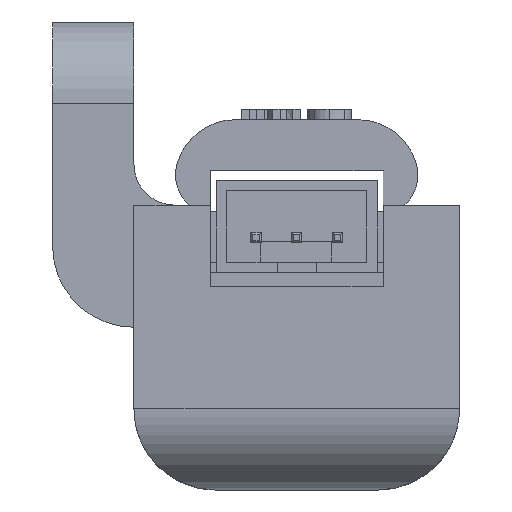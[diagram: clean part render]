
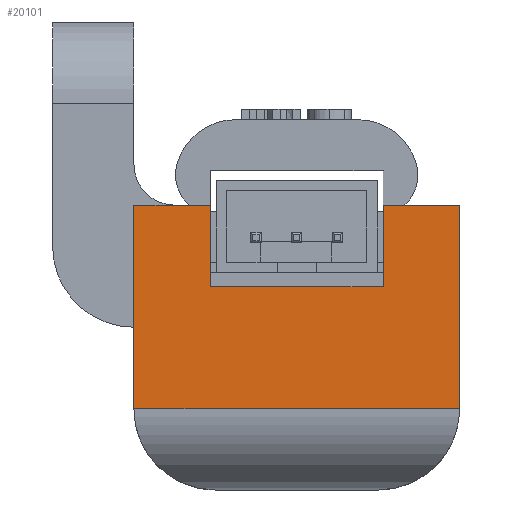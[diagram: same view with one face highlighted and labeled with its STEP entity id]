
A CAD part, left-side view. The second image highlights one B-rep face of the part: STEP entity #20101.
In plain terms, the highlighted planar face has unit normal (-1, 0, 0).
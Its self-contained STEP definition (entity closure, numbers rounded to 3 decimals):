
#922 = EDGE_CURVE ( 'NONE', #35242, #27558, #25365, .T. ) ;
#1709 = VERTEX_POINT ( 'NONE', #26054 ) ;
#2656 = CARTESIAN_POINT ( 'NONE',  ( -157.53, 47.152, 6. ) ) ;
#3087 = VERTEX_POINT ( 'NONE', #11697 ) ;
#3790 = DIRECTION ( 'NONE',  ( 0., 0., 1. ) ) ;
#3919 = DIRECTION ( 'NONE',  ( 0., 1., 0. ) ) ;
#4031 = EDGE_CURVE ( 'NONE', #15166, #3087, #32412, .T. ) ;
#4360 = DIRECTION ( 'NONE',  ( 0., -1., 0. ) ) ;
#5794 = DIRECTION ( 'NONE',  ( 0., 0., -1. ) ) ;
#6163 = VERTEX_POINT ( 'NONE', #18932 ) ;
#6603 = CARTESIAN_POINT ( 'NONE',  ( -157.53, 47.152, 6. ) ) ;
#7734 = LINE ( 'NONE', #29810, #19140 ) ;
#9295 = CARTESIAN_POINT ( 'NONE',  ( -157.53, 34.902, 6. ) ) ;
#9301 = DIRECTION ( 'NONE',  ( 0., -1., 0. ) ) ;
#10212 = VERTEX_POINT ( 'NONE', #29964 ) ;
#10758 = ORIENTED_EDGE ( 'NONE', *, *, #36221, .F. ) ;
#11697 = CARTESIAN_POINT ( 'NONE',  ( -157.53, 43.402, 2. ) ) ;
#12504 = VECTOR ( 'NONE', #5794, 1000. ) ;
#12582 = EDGE_LOOP ( 'NONE', ( #16464, #28297, #10758, #18598, #38334, #40026, #38861, #27944 ) ) ;
#13496 = VECTOR ( 'NONE', #3790, 1000. ) ;
#13751 = DIRECTION ( 'NONE',  ( 0., 0., -1. ) ) ;
#15166 = VERTEX_POINT ( 'NONE', #29311 ) ;
#16160 = EDGE_CURVE ( 'NONE', #6163, #10212, #26858, .T. ) ;
#16464 = ORIENTED_EDGE ( 'NONE', *, *, #36906, .T. ) ;
#16534 = CARTESIAN_POINT ( 'NONE',  ( -157.53, 43.402, 2. ) ) ;
#16827 = VERTEX_POINT ( 'NONE', #35133 ) ;
#16854 = CARTESIAN_POINT ( 'NONE',  ( -157.53, 47.152, 6. ) ) ;
#17184 = VECTOR ( 'NONE', #9301, 1000. ) ;
#18598 = ORIENTED_EDGE ( 'NONE', *, *, #37511, .F. ) ;
#18932 = CARTESIAN_POINT ( 'NONE',  ( -157.53, 47.152, -4. ) ) ;
#19140 = VECTOR ( 'NONE', #26302, 1000. ) ;
#19939 = PLANE ( 'NONE',  #34100 ) ;
#20101 = ADVANCED_FACE ( 'NONE', ( #22815 ), #19939, .F. ) ;
#21077 = CARTESIAN_POINT ( 'NONE',  ( -157.53, 31.152, 6. ) ) ;
#22081 = DIRECTION ( 'NONE',  ( 0., 0., -1. ) ) ;
#22290 = LINE ( 'NONE', #9295, #33606 ) ;
#22566 = LINE ( 'NONE', #32075, #13496 ) ;
#22815 = FACE_OUTER_BOUND ( 'NONE', #12582, .T. ) ;
#23557 = CARTESIAN_POINT ( 'NONE',  ( -157.53, 31.152, -4. ) ) ;
#25365 = LINE ( 'NONE', #2656, #30043 ) ;
#25929 = VECTOR ( 'NONE', #3919, 1000. ) ;
#26054 = CARTESIAN_POINT ( 'NONE',  ( -157.53, 31.152, 6. ) ) ;
#26302 = DIRECTION ( 'NONE',  ( 0., 0., -1. ) ) ;
#26858 = LINE ( 'NONE', #23557, #33451 ) ;
#27558 = VERTEX_POINT ( 'NONE', #31155 ) ;
#27674 = LINE ( 'NONE', #21077, #12504 ) ;
#27944 = ORIENTED_EDGE ( 'NONE', *, *, #922, .F. ) ;
#28297 = ORIENTED_EDGE ( 'NONE', *, *, #16160, .T. ) ;
#28871 = CARTESIAN_POINT ( 'NONE',  ( -157.53, 47.152, 6. ) ) ;
#29311 = CARTESIAN_POINT ( 'NONE',  ( -157.53, 34.902, 2. ) ) ;
#29810 = CARTESIAN_POINT ( 'NONE',  ( -157.53, 47.152, 6. ) ) ;
#29964 = CARTESIAN_POINT ( 'NONE',  ( -157.53, 31.152, -4. ) ) ;
#30043 = VECTOR ( 'NONE', #31147, 1000. ) ;
#30720 = EDGE_CURVE ( 'NONE', #3087, #27558, #22566, .T. ) ;
#31147 = DIRECTION ( 'NONE',  ( 0., -1., 0. ) ) ;
#31155 = CARTESIAN_POINT ( 'NONE',  ( -157.53, 43.402, 6. ) ) ;
#32075 = CARTESIAN_POINT ( 'NONE',  ( -157.53, 43.402, 6. ) ) ;
#32412 = LINE ( 'NONE', #16534, #25929 ) ;
#33451 = VECTOR ( 'NONE', #4360, 1000. ) ;
#33606 = VECTOR ( 'NONE', #22081, 1000. ) ;
#34100 = AXIS2_PLACEMENT_3D ( 'NONE', #16854, #35426, #13751 ) ;
#35133 = CARTESIAN_POINT ( 'NONE',  ( -157.53, 34.902, 6. ) ) ;
#35242 = VERTEX_POINT ( 'NONE', #28871 ) ;
#35426 = DIRECTION ( 'NONE',  ( 1., 0., 0. ) ) ;
#36221 = EDGE_CURVE ( 'NONE', #1709, #10212, #27674, .T. ) ;
#36402 = EDGE_CURVE ( 'NONE', #16827, #15166, #22290, .T. ) ;
#36906 = EDGE_CURVE ( 'NONE', #35242, #6163, #7734, .T. ) ;
#37511 = EDGE_CURVE ( 'NONE', #16827, #1709, #37588, .T. ) ;
#37588 = LINE ( 'NONE', #6603, #17184 ) ;
#38334 = ORIENTED_EDGE ( 'NONE', *, *, #36402, .T. ) ;
#38861 = ORIENTED_EDGE ( 'NONE', *, *, #30720, .T. ) ;
#40026 = ORIENTED_EDGE ( 'NONE', *, *, #4031, .T. ) ;
